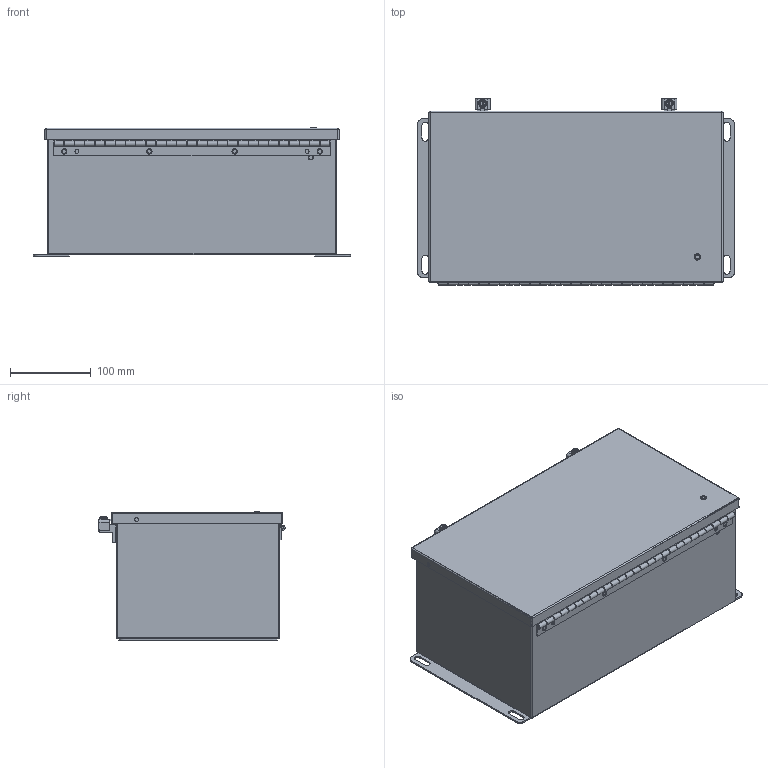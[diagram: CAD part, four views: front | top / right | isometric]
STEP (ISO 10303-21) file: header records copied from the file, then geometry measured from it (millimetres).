
FILE_DESCRIPTION (( 'STEP AP214' ), '1' );
FILE_NAME ('SCE-14086CHNF.STEP', '2021-01-20T18:29:39', ( '' ), ( '' ), 'SwSTEP 2.0', 'SolidWorks 2019', '' );
FILE_SCHEMA (( 'AUTOMOTIVE_DESIGN' ));
Length unit declared in the file: inch
Products named in the file (1): SCE-14086CHNF
Bounding box: 393.7 x 231.25 x 159.13 mm (x, y, z)
Volume: 742473 mm3; surface area: 915992.5 mm2
Topology: 33 solids, 33 shells, 1058 faces, 2746 edges, 1682 vertices
Faces by surface type: plane 530, cylinder 325, bspline 156, cone 26, sphere 20, torus 1
Full cylindrical faces by diameter (mm): 3.124 x1, 4.763 x2, 4.775 x12, 4.78 x2, 4.826 x4, 4.902 x8, 5.537 x2, 6.35 x4, 6.502 x8, 7.112 x4, 7.14 x4, 9.474 x4, 10.058 x2
Entity records: 52661 total; most frequent: CARTESIAN_POINT 14522, ORIENTED_EDGE 5056, DIRECTION 4585, EDGE_CURVE 2528, VERTEX_POINT 1656, AXIS2_PLACEMENT_3D 1579, VECTOR 1427, LINE 1427
